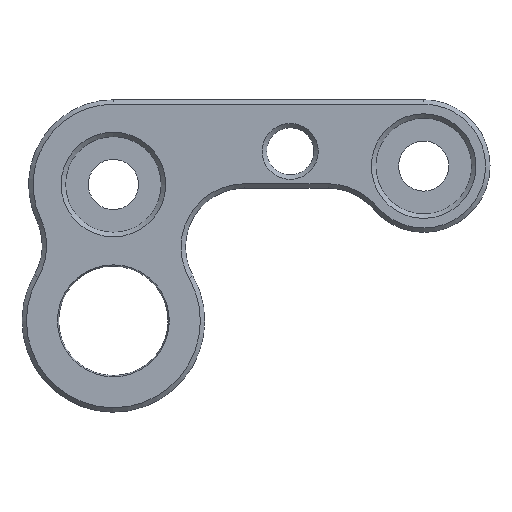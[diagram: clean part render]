
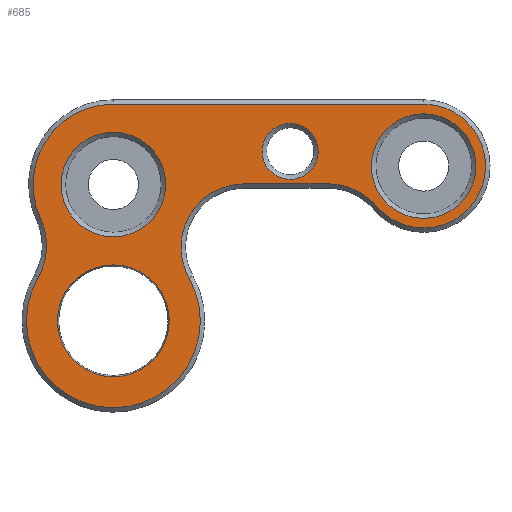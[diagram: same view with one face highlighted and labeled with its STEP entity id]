
A CAD part, left-side view. The second image highlights one B-rep face of the part: STEP entity #685.
In plain terms, the highlighted planar face has unit normal (-1, 0, 0).
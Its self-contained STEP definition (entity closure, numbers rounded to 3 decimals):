
#19=FACE_BOUND('',#131,.T.);
#20=FACE_BOUND('',#132,.T.);
#21=FACE_BOUND('',#133,.T.);
#22=FACE_BOUND('',#134,.T.);
#45=PLANE('',#779);
#82=FACE_OUTER_BOUND('',#130,.T.);
#130=EDGE_LOOP('',(#581,#582,#583,#584,#585,#586,#587,#588));
#131=EDGE_LOOP('',(#589));
#132=EDGE_LOOP('',(#590));
#133=EDGE_LOOP('',(#591));
#134=EDGE_LOOP('',(#592));
#176=CIRCLE('',#760,5.9);
#177=CIRCLE('',#762,4.3);
#180=CIRCLE('',#766,5.45);
#181=CIRCLE('',#769,4.2);
#182=CIRCLE('',#771,4.3);
#183=CIRCLE('',#774,4.3);
#184=CIRCLE('',#780,1.9);
#185=CIRCLE('',#781,3.55);
#186=CIRCLE('',#782,3.55);
#187=CIRCLE('',#783,3.8);
#228=LINE('',#1167,#275);
#232=LINE('',#1179,#279);
#275=VECTOR('',#952,10.);
#279=VECTOR('',#966,10.);
#324=VERTEX_POINT('',#1145);
#325=VERTEX_POINT('',#1148);
#326=VERTEX_POINT('',#1152);
#329=VERTEX_POINT('',#1159);
#330=VERTEX_POINT('',#1164);
#331=VERTEX_POINT('',#1169);
#332=VERTEX_POINT('',#1173);
#333=VERTEX_POINT('',#1177);
#334=VERTEX_POINT('',#1190);
#335=VERTEX_POINT('',#1192);
#336=VERTEX_POINT('',#1194);
#337=VERTEX_POINT('',#1196);
#402=EDGE_CURVE('',#324,#325,#176,.T.);
#403=EDGE_CURVE('',#326,#324,#177,.T.);
#408=EDGE_CURVE('',#329,#326,#180,.T.);
#411=EDGE_CURVE('',#330,#329,#228,.T.);
#413=EDGE_CURVE('',#331,#330,#181,.T.);
#414=EDGE_CURVE('',#332,#331,#182,.T.);
#417=EDGE_CURVE('',#333,#332,#232,.T.);
#418=EDGE_CURVE('',#325,#333,#183,.T.);
#422=EDGE_CURVE('',#334,#334,#184,.T.);
#423=EDGE_CURVE('',#335,#335,#185,.T.);
#424=EDGE_CURVE('',#336,#336,#186,.T.);
#425=EDGE_CURVE('',#337,#337,#187,.T.);
#581=ORIENTED_EDGE('',*,*,#402,.T.);
#582=ORIENTED_EDGE('',*,*,#418,.T.);
#583=ORIENTED_EDGE('',*,*,#417,.T.);
#584=ORIENTED_EDGE('',*,*,#414,.T.);
#585=ORIENTED_EDGE('',*,*,#413,.T.);
#586=ORIENTED_EDGE('',*,*,#411,.T.);
#587=ORIENTED_EDGE('',*,*,#408,.T.);
#588=ORIENTED_EDGE('',*,*,#403,.T.);
#589=ORIENTED_EDGE('',*,*,#422,.T.);
#590=ORIENTED_EDGE('',*,*,#423,.T.);
#591=ORIENTED_EDGE('',*,*,#424,.T.);
#592=ORIENTED_EDGE('',*,*,#425,.T.);
#685=ADVANCED_FACE('',(#82,#19,#20,#21,#22),#45,.F.);
#760=AXIS2_PLACEMENT_3D('',#1150,#932,#933);
#762=AXIS2_PLACEMENT_3D('',#1153,#936,#937);
#766=AXIS2_PLACEMENT_3D('',#1162,#946,#947);
#769=AXIS2_PLACEMENT_3D('',#1171,#956,#957);
#771=AXIS2_PLACEMENT_3D('',#1174,#960,#961);
#774=AXIS2_PLACEMENT_3D('',#1181,#969,#970);
#779=AXIS2_PLACEMENT_3D('',#1189,#982,#983);
#780=AXIS2_PLACEMENT_3D('',#1191,#984,#985);
#781=AXIS2_PLACEMENT_3D('',#1193,#986,#987);
#782=AXIS2_PLACEMENT_3D('',#1195,#988,#989);
#783=AXIS2_PLACEMENT_3D('',#1197,#990,#991);
#932=DIRECTION('center_axis',(-1.,0.,0.));
#933=DIRECTION('ref_axis',(0.,0.,-1.));
#936=DIRECTION('center_axis',(1.,0.,0.));
#937=DIRECTION('ref_axis',(0.,-0.999,-0.043));
#946=DIRECTION('center_axis',(-1.,0.,0.));
#947=DIRECTION('ref_axis',(0.,0.,1.));
#952=DIRECTION('',(0.,1.,0.));
#956=DIRECTION('center_axis',(-1.,0.,0.));
#957=DIRECTION('ref_axis',(0.,0.,-1.));
#960=DIRECTION('center_axis',(1.,0.,0.));
#961=DIRECTION('ref_axis',(0.,-0.42,0.907));
#966=DIRECTION('',(0.,-1.,0.));
#969=DIRECTION('center_axis',(1.,0.,0.));
#970=DIRECTION('ref_axis',(0.,0.,1.));
#982=DIRECTION('center_axis',(1.,0.,0.));
#983=DIRECTION('ref_axis',(0.,0.,1.));
#984=DIRECTION('center_axis',(1.,0.,0.));
#985=DIRECTION('ref_axis',(0.,0.,1.));
#986=DIRECTION('center_axis',(1.,0.,0.));
#987=DIRECTION('ref_axis',(0.,1.,0.));
#988=DIRECTION('center_axis',(1.,0.,0.));
#989=DIRECTION('ref_axis',(0.,1.,0.));
#990=DIRECTION('center_axis',(1.,0.,0.));
#991=DIRECTION('ref_axis',(0.,-1.,0.));
#1145=CARTESIAN_POINT('',(-27.575,5.106,2.956));
#1148=CARTESIAN_POINT('',(-27.575,-5.143,2.892));
#1150=CARTESIAN_POINT('Origin',(-27.575,0.,0.));
#1152=CARTESIAN_POINT('',(-27.575,4.934,6.936));
#1153=CARTESIAN_POINT('Origin',(-27.575,8.828,5.11));
#1159=CARTESIAN_POINT('',(-27.575,0.,14.7));
#1162=CARTESIAN_POINT('Origin',(-27.575,0.,9.25));
#1164=CARTESIAN_POINT('',(-27.575,-21.056,14.7));
#1167=CARTESIAN_POINT('',(-27.575,-4.839,14.7));
#1169=CARTESIAN_POINT('',(-27.575,-17.854,7.782));
#1171=CARTESIAN_POINT('Origin',(-27.575,-21.056,10.5));
#1173=CARTESIAN_POINT('',(-27.575,-14.576,9.3));
#1174=CARTESIAN_POINT('Origin',(-27.575,-14.576,5.));
#1177=CARTESIAN_POINT('',(-27.575,-8.89,9.3));
#1179=CARTESIAN_POINT('',(-27.575,-13.246,9.3));
#1181=CARTESIAN_POINT('Origin',(-27.575,-8.89,5.));
#1189=CARTESIAN_POINT('Origin',(-27.575,-9.678,4.4));
#1190=CARTESIAN_POINT('',(-27.575,-12.,9.6));
#1191=CARTESIAN_POINT('Origin',(-27.575,-12.,11.5));
#1192=CARTESIAN_POINT('',(-27.575,-3.55,9.25));
#1193=CARTESIAN_POINT('Origin',(-27.575,0.,9.25));
#1194=CARTESIAN_POINT('',(-27.575,-24.606,10.5));
#1195=CARTESIAN_POINT('Origin',(-27.575,-21.056,10.5));
#1196=CARTESIAN_POINT('',(-27.575,3.8,0.));
#1197=CARTESIAN_POINT('Origin',(-27.575,0.,0.));
